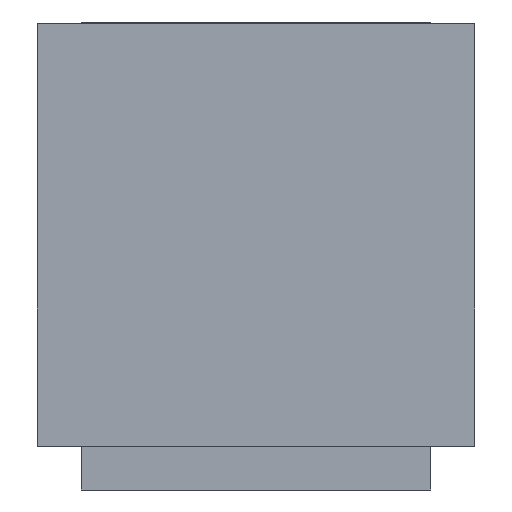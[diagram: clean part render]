
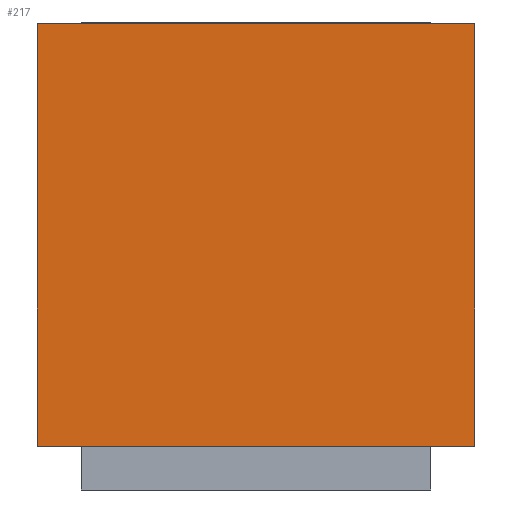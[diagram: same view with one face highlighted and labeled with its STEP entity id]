
A CAD part, left-side view. The second image highlights one B-rep face of the part: STEP entity #217.
In plain terms, the highlighted planar face has unit normal (-1, 0, 0).
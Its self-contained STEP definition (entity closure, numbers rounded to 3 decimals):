
#75 = VECTOR ( 'NONE', #761, 1000. ) ;
#190 = ORIENTED_EDGE ( 'NONE', *, *, #5042, .F. ) ;
#217 = ADVANCED_FACE ( 'NONE', ( #844 ), #1869, .T. ) ;
#275 = CARTESIAN_POINT ( 'NONE',  ( -0.3, 0.15, 0.03 ) ) ;
#371 = CARTESIAN_POINT ( 'NONE',  ( -0.3, 0.15, 0.03 ) ) ;
#431 = DIRECTION ( 'NONE',  ( 0., 0., -1. ) ) ;
#761 = DIRECTION ( 'NONE',  ( 0., 0., 1. ) ) ;
#801 = DIRECTION ( 'NONE',  ( -1., 0., 0. ) ) ;
#844 = FACE_OUTER_BOUND ( 'NONE', #5013, .T. ) ;
#1051 = LINE ( 'NONE', #275, #7275 ) ;
#1539 = LINE ( 'NONE', #2792, #7205 ) ;
#1764 = CARTESIAN_POINT ( 'NONE',  ( -0.3, 0.15, 0.32 ) ) ;
#1869 = PLANE ( 'NONE',  #7545 ) ;
#1961 = CARTESIAN_POINT ( 'NONE',  ( -0.3, 0., 0.32 ) ) ;
#2061 = VERTEX_POINT ( 'NONE', #371 ) ;
#2171 = VERTEX_POINT ( 'NONE', #1764 ) ;
#2497 = LINE ( 'NONE', #6129, #75 ) ;
#2617 = EDGE_CURVE ( 'NONE', #2061, #4079, #1051, .T. ) ;
#2792 = CARTESIAN_POINT ( 'NONE',  ( -0.3, -0.15, 0.03 ) ) ;
#3000 = ORIENTED_EDGE ( 'NONE', *, *, #5139, .F. ) ;
#3074 = DIRECTION ( 'NONE',  ( 0., 0., 1. ) ) ;
#3504 = CARTESIAN_POINT ( 'NONE',  ( -0.3, -0.15, 0.03 ) ) ;
#3543 = ORIENTED_EDGE ( 'NONE', *, *, #2617, .T. ) ;
#3749 = LINE ( 'NONE', #1961, #6843 ) ;
#4079 = VERTEX_POINT ( 'NONE', #3504 ) ;
#4328 = CARTESIAN_POINT ( 'NONE',  ( -0.3, 0.15, 0.03 ) ) ;
#5013 = EDGE_LOOP ( 'NONE', ( #5656, #3000, #3543, #190 ) ) ;
#5042 = EDGE_CURVE ( 'NONE', #6250, #4079, #1539, .T. ) ;
#5139 = EDGE_CURVE ( 'NONE', #2061, #2171, #2497, .T. ) ;
#5365 = EDGE_CURVE ( 'NONE', #2171, #6250, #3749, .T. ) ;
#5550 = CARTESIAN_POINT ( 'NONE',  ( -0.3, -0.15, 0.32 ) ) ;
#5656 = ORIENTED_EDGE ( 'NONE', *, *, #5365, .F. ) ;
#6129 = CARTESIAN_POINT ( 'NONE',  ( -0.3, 0.15, 0.03 ) ) ;
#6250 = VERTEX_POINT ( 'NONE', #5550 ) ;
#6843 = VECTOR ( 'NONE', #7236, 1000. ) ;
#6896 = DIRECTION ( 'NONE',  ( 0., -1., 0. ) ) ;
#7205 = VECTOR ( 'NONE', #431, 1000. ) ;
#7236 = DIRECTION ( 'NONE',  ( 0., -1., 0. ) ) ;
#7275 = VECTOR ( 'NONE', #6896, 1000. ) ;
#7545 = AXIS2_PLACEMENT_3D ( 'NONE', #4328, #801, #3074 ) ;
